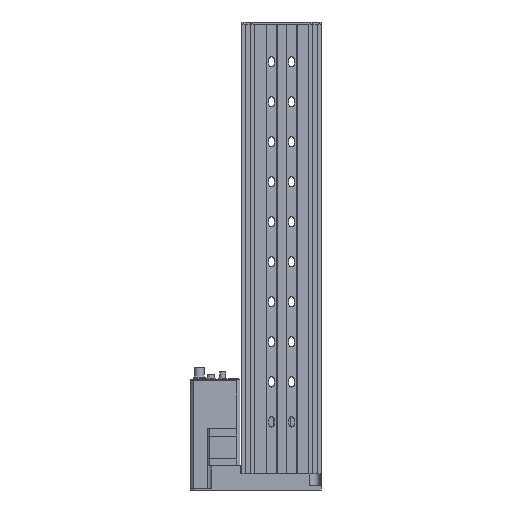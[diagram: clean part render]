
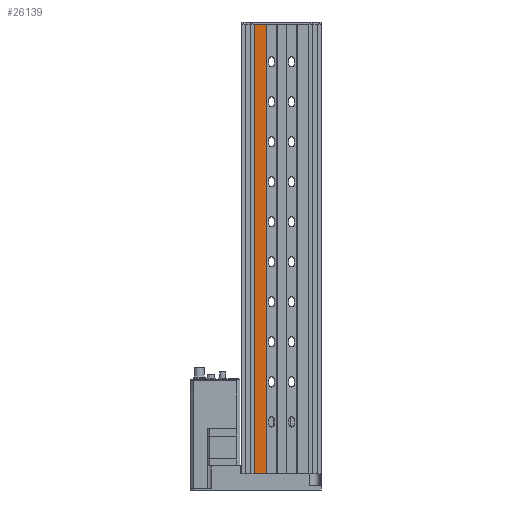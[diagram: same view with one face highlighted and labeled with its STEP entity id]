
A CAD part, front view. The second image highlights one B-rep face of the part: STEP entity #26139.
In plain terms, the highlighted planar face has unit normal (0, -1, 0).
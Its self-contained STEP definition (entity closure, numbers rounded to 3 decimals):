
#857 = ORIENTED_EDGE ( 'NONE', *, *, #6396, .T. ) ;
#1806 = LINE ( 'NONE', #8487, #25155 ) ;
#1963 = VERTEX_POINT ( 'NONE', #11483 ) ;
#1990 = DIRECTION ( 'NONE',  ( 0., 0., -1. ) ) ;
#2243 = VERTEX_POINT ( 'NONE', #19544 ) ;
#2383 = FACE_OUTER_BOUND ( 'NONE', #26336, .T. ) ;
#4547 = DIRECTION ( 'NONE',  ( 0., 0., 1. ) ) ;
#5444 = EDGE_CURVE ( 'NONE', #26343, #2243, #16298, .T. ) ;
#6010 = DIRECTION ( 'NONE',  ( 0., 0., -1. ) ) ;
#6396 = EDGE_CURVE ( 'NONE', #2243, #25955, #23806, .T. ) ;
#7199 = DIRECTION ( 'NONE',  ( 0., 1., 0. ) ) ;
#8314 = EDGE_CURVE ( 'NONE', #26343, #1963, #27684, .T. ) ;
#8487 = CARTESIAN_POINT ( 'NONE',  ( -19.5, -21., 666.12 ) ) ;
#9210 = VECTOR ( 'NONE', #20656, 1000. ) ;
#11483 = CARTESIAN_POINT ( 'NONE',  ( -19.5, -21., 562. ) ) ;
#12499 = DIRECTION ( 'NONE',  ( 1., 0., 0. ) ) ;
#12871 = ORIENTED_EDGE ( 'NONE', *, *, #5444, .T. ) ;
#13198 = VECTOR ( 'NONE', #12499, 1000. ) ;
#14978 = AXIS2_PLACEMENT_3D ( 'NONE', #18818, #7199, #4547 ) ;
#16298 = LINE ( 'NONE', #25779, #26363 ) ;
#16361 = PLANE ( 'NONE',  #14978 ) ;
#16517 = CARTESIAN_POINT ( 'NONE',  ( -19.5, -21., 0. ) ) ;
#18818 = CARTESIAN_POINT ( 'NONE',  ( -19.5, -21., 666.12 ) ) ;
#18822 = EDGE_CURVE ( 'NONE', #1963, #25955, #1806, .T. ) ;
#19544 = CARTESIAN_POINT ( 'NONE',  ( -33.5, -21., 0. ) ) ;
#20656 = DIRECTION ( 'NONE',  ( 1., 0., 0. ) ) ;
#23806 = LINE ( 'NONE', #16517, #13198 ) ;
#24125 = CARTESIAN_POINT ( 'NONE',  ( -33.5, -21., 562. ) ) ;
#24416 = ORIENTED_EDGE ( 'NONE', *, *, #18822, .F. ) ;
#25130 = ORIENTED_EDGE ( 'NONE', *, *, #8314, .F. ) ;
#25155 = VECTOR ( 'NONE', #6010, 1000. ) ;
#25779 = CARTESIAN_POINT ( 'NONE',  ( -33.5, -21., 666.12 ) ) ;
#25798 = CARTESIAN_POINT ( 'NONE',  ( -19.5, -21., 562. ) ) ;
#25955 = VERTEX_POINT ( 'NONE', #29157 ) ;
#26139 = ADVANCED_FACE ( 'NONE', ( #2383 ), #16361, .F. ) ;
#26336 = EDGE_LOOP ( 'NONE', ( #25130, #12871, #857, #24416 ) ) ;
#26343 = VERTEX_POINT ( 'NONE', #24125 ) ;
#26363 = VECTOR ( 'NONE', #1990, 1000. ) ;
#27684 = LINE ( 'NONE', #25798, #9210 ) ;
#29157 = CARTESIAN_POINT ( 'NONE',  ( -19.5, -21., 0. ) ) ;
